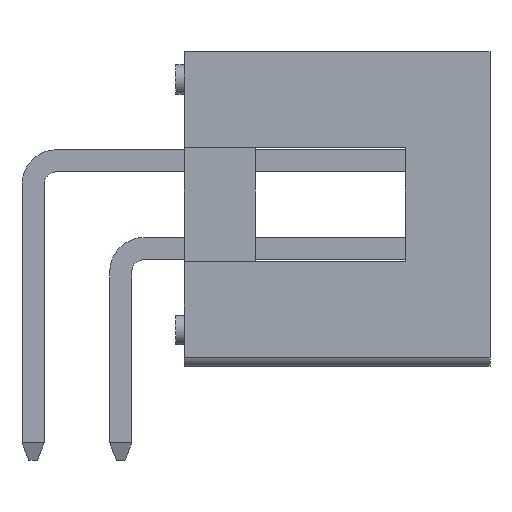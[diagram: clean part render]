
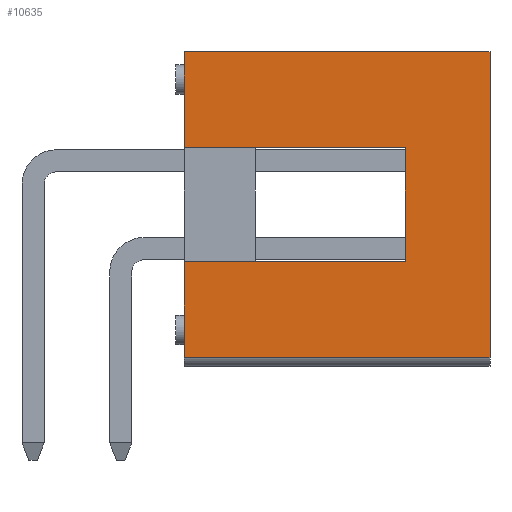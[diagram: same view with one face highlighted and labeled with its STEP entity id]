
A CAD part, front view. The second image highlights one B-rep face of the part: STEP entity #10635.
In plain terms, the highlighted face is planar.
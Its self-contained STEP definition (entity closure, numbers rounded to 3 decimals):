
#162=LINE('',#13998,#1145);
#178=LINE('',#14032,#1161);
#187=LINE('',#14050,#1170);
#189=LINE('',#14054,#1172);
#190=LINE('',#14056,#1173);
#191=LINE('',#14058,#1174);
#192=LINE('',#14060,#1175);
#193=LINE('',#14062,#1176);
#1145=VECTOR('',#11845,1000.);
#1161=VECTOR('',#11869,1000.);
#1170=VECTOR('',#11882,1000.);
#1172=VECTOR('',#11886,1000.);
#1173=VECTOR('',#11887,1000.);
#1174=VECTOR('',#11888,1000.);
#1175=VECTOR('',#11889,1000.);
#1176=VECTOR('',#11890,1000.);
#2226=ORIENTED_EDGE('',*,*,#4334,.T.);
#2227=ORIENTED_EDGE('',*,*,#4335,.F.);
#2228=ORIENTED_EDGE('',*,*,#4336,.T.);
#2229=ORIENTED_EDGE('',*,*,#4337,.T.);
#2230=ORIENTED_EDGE('',*,*,#4338,.T.);
#2231=ORIENTED_EDGE('',*,*,#4332,.F.);
#2232=ORIENTED_EDGE('',*,*,#4323,.F.);
#2233=ORIENTED_EDGE('',*,*,#4305,.T.);
#4305=EDGE_CURVE('',#5365,#5364,#162,.T.);
#4323=EDGE_CURVE('',#5365,#5373,#178,.T.);
#4332=EDGE_CURVE('',#5373,#5386,#187,.T.);
#4334=EDGE_CURVE('',#5364,#5387,#189,.T.);
#4335=EDGE_CURVE('',#5388,#5387,#190,.T.);
#4336=EDGE_CURVE('',#5388,#5389,#191,.T.);
#4337=EDGE_CURVE('',#5389,#5390,#192,.T.);
#4338=EDGE_CURVE('',#5390,#5386,#193,.T.);
#5364=VERTEX_POINT('',#13997);
#5365=VERTEX_POINT('',#13999);
#5373=VERTEX_POINT('',#14018);
#5386=VERTEX_POINT('',#14051);
#5387=VERTEX_POINT('',#14055);
#5388=VERTEX_POINT('',#14057);
#5389=VERTEX_POINT('',#14059);
#5390=VERTEX_POINT('',#14061);
#6000=EDGE_LOOP('',(#2226,#2227,#2228,#2229,#2230,#2231,#2232,#2233));
#6503=FACE_BOUND('',#6000,.T.);
#6996=PLANE('',#11114);
#10635=ADVANCED_FACE('',(#6503),#6996,.T.);
#11114=AXIS2_PLACEMENT_3D('',#14053,#11884,#11885);
#11845=DIRECTION('',(0.,0.,-1.));
#11869=DIRECTION('',(0.,1.,0.));
#11882=DIRECTION('',(0.,0.,-1.));
#11884=DIRECTION('',(1.,0.,0.));
#11885=DIRECTION('',(0.,0.,-1.));
#11886=DIRECTION('',(0.,1.,0.));
#11887=DIRECTION('',(0.,0.,-1.));
#11888=DIRECTION('',(0.,1.,0.));
#11889=DIRECTION('',(0.,0.,-1.));
#11890=DIRECTION('',(0.,1.,0.));
#13997=CARTESIAN_POINT('',(13.99,-4.425,-4.425));
#13998=CARTESIAN_POINT('',(13.99,-4.425,4.425));
#13999=CARTESIAN_POINT('',(13.99,-4.425,4.425));
#14018=CARTESIAN_POINT('',(13.99,4.425,4.425));
#14032=CARTESIAN_POINT('',(13.99,-4.425,4.425));
#14050=CARTESIAN_POINT('',(13.99,4.425,4.425));
#14051=CARTESIAN_POINT('',(13.99,4.425,-4.425));
#14053=CARTESIAN_POINT('',(13.99,-4.425,4.425));
#14054=CARTESIAN_POINT('',(13.99,-4.425,-4.425));
#14055=CARTESIAN_POINT('',(13.99,-1.65,-4.425));
#14056=CARTESIAN_POINT('',(13.99,-1.65,1.975));
#14057=CARTESIAN_POINT('',(13.99,-1.65,1.975));
#14058=CARTESIAN_POINT('',(13.99,-1.65,1.975));
#14059=CARTESIAN_POINT('',(13.99,1.65,1.975));
#14060=CARTESIAN_POINT('',(13.99,1.65,1.975));
#14061=CARTESIAN_POINT('',(13.99,1.65,-4.425));
#14062=CARTESIAN_POINT('',(13.99,-4.425,-4.425));
